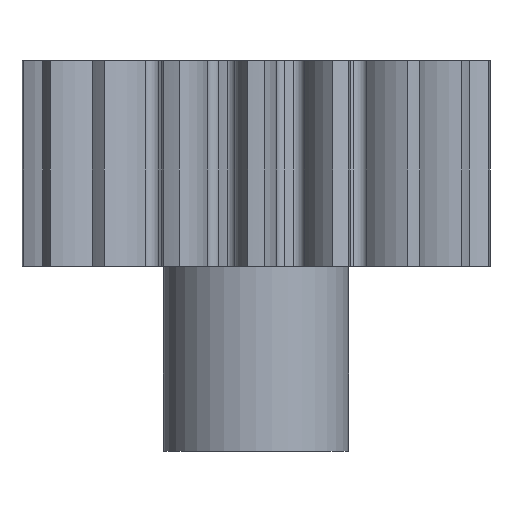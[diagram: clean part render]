
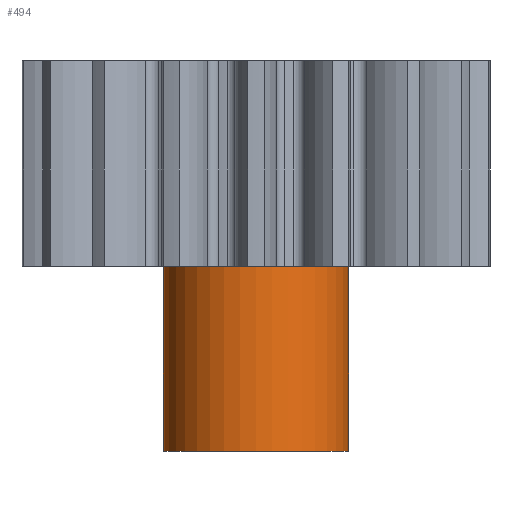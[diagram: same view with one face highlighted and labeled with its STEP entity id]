
A CAD part, front view. The second image highlights one B-rep face of the part: STEP entity #494.
In plain terms, the highlighted cylindrical face has radius 4.5 mm (diameter 9 mm), a partial arc.
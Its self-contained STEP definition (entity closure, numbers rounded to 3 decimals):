
#423 = EDGE_LOOP ( 'NONE', ( #446, #456, #513, #504 ) ) ;
#446 = ORIENTED_EDGE ( 'NONE', *, *, #630, .F. ) ;
#456 = ORIENTED_EDGE ( 'NONE', *, *, #468, .T. ) ;
#468 = EDGE_CURVE ( 'NONE', #736, #733, #2283, .T. ) ;
#494 = ADVANCED_FACE ( 'NONE', ( #2063 ), #2241, .T. ) ;
#504 = ORIENTED_EDGE ( 'NONE', *, *, #512, .T. ) ;
#512 = EDGE_CURVE ( 'NONE', #601, #634, #2298, .T. ) ;
#513 = ORIENTED_EDGE ( 'NONE', *, *, #737, .T. ) ;
#601 = VERTEX_POINT ( 'NONE', #2455 ) ;
#630 = EDGE_CURVE ( 'NONE', #736, #634, #2611, .T. ) ;
#634 = VERTEX_POINT ( 'NONE', #2600 ) ;
#733 = VERTEX_POINT ( 'NONE', #2729 ) ;
#736 = VERTEX_POINT ( 'NONE', #2680 ) ;
#737 = EDGE_CURVE ( 'NONE', #733, #601, #2724, .T. ) ;
#2063 = FACE_OUTER_BOUND ( 'NONE', #423, .T. ) ;
#2217 = DIRECTION ( 'NONE',  ( 1., 0., 0. ) ) ;
#2218 = DIRECTION ( 'NONE',  ( 0., 0., 1. ) ) ;
#2219 = AXIS2_PLACEMENT_3D ( 'NONE', #2276, #2218, #2217 ) ;
#2228 = DIRECTION ( 'NONE',  ( 1., 0., 0. ) ) ;
#2231 = CARTESIAN_POINT ( 'NONE',  ( 0., 0., -9. ) ) ;
#2241 = CYLINDRICAL_SURFACE ( 'NONE', #2255, 4.5 ) ;
#2255 = AXIS2_PLACEMENT_3D ( 'NONE', #2231, #2287, #2228 ) ;
#2276 = CARTESIAN_POINT ( 'NONE',  ( 0., 0., -9. ) ) ;
#2283 = CIRCLE ( 'NONE', #2219, 4.5 ) ;
#2287 = DIRECTION ( 'NONE',  ( 0., 0., 1. ) ) ;
#2298 = CIRCLE ( 'NONE', #2318, 4.5 ) ;
#2318 = AXIS2_PLACEMENT_3D ( 'NONE', #2327, #2365, #2364 ) ;
#2327 = CARTESIAN_POINT ( 'NONE',  ( 0., 0., 1.5 ) ) ;
#2364 = DIRECTION ( 'NONE',  ( -1., 0., 0. ) ) ;
#2365 = DIRECTION ( 'NONE',  ( 0., 0., -1. ) ) ;
#2455 = CARTESIAN_POINT ( 'NONE',  ( 4.5, 0., 1.5 ) ) ;
#2600 = CARTESIAN_POINT ( 'NONE',  ( -4.5, 0., 1.5 ) ) ;
#2604 = DIRECTION ( 'NONE',  ( 0., 0., 1. ) ) ;
#2605 = VECTOR ( 'NONE', #2604, 1000. ) ;
#2606 = CARTESIAN_POINT ( 'NONE',  ( -4.5, 0., -9. ) ) ;
#2611 = LINE ( 'NONE', #2606, #2605 ) ;
#2680 = CARTESIAN_POINT ( 'NONE',  ( -4.5, 0., -9. ) ) ;
#2721 = DIRECTION ( 'NONE',  ( 0., 0., 1. ) ) ;
#2722 = VECTOR ( 'NONE', #2721, 1000. ) ;
#2723 = CARTESIAN_POINT ( 'NONE',  ( 4.5, 0., -9. ) ) ;
#2724 = LINE ( 'NONE', #2723, #2722 ) ;
#2729 = CARTESIAN_POINT ( 'NONE',  ( 4.5, 0., -9. ) ) ;
